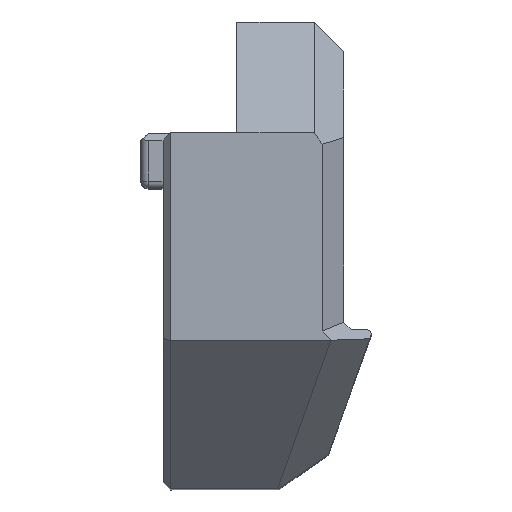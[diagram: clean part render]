
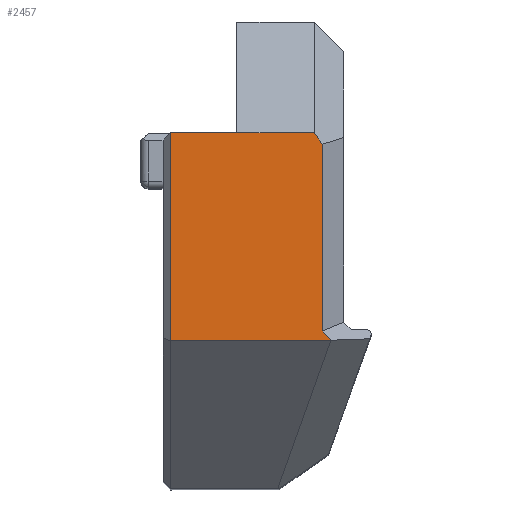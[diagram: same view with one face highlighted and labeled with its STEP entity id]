
A CAD part, top view. The second image highlights one B-rep face of the part: STEP entity #2457.
In plain terms, the highlighted planar face has unit normal (0, 0, 1).
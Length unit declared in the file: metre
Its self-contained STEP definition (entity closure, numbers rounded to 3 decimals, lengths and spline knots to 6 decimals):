
#411=ORIENTED_EDGE('',*,*,#1003,.F.);
#412=ORIENTED_EDGE('',*,*,#1002,.F.);
#413=ORIENTED_EDGE('',*,*,#920,.F.);
#414=ORIENTED_EDGE('',*,*,#899,.F.);
#415=ORIENTED_EDGE('',*,*,#937,.T.);
#416=ORIENTED_EDGE('',*,*,#1004,.T.);
#417=ORIENTED_EDGE('',*,*,#933,.T.);
#418=ORIENTED_EDGE('',*,*,#987,.F.);
#419=ORIENTED_EDGE('',*,*,#983,.F.);
#899=EDGE_CURVE('',#1223,#1222,#1462,.T.);
#920=EDGE_CURVE('',#1222,#1242,#1481,.T.);
#933=EDGE_CURVE('',#1253,#1247,#1494,.T.);
#937=EDGE_CURVE('',#1223,#1255,#1498,.T.);
#983=EDGE_CURVE('',#1283,#1285,#1530,.T.);
#987=EDGE_CURVE('',#1285,#1247,#1534,.T.);
#1002=EDGE_CURVE('',#1242,#1295,#1549,.T.);
#1003=EDGE_CURVE('',#1295,#1283,#1550,.T.);
#1004=EDGE_CURVE('',#1255,#1253,#1551,.T.);
#1222=VERTEX_POINT('',#3614);
#1223=VERTEX_POINT('',#3617);
#1242=VERTEX_POINT('',#3661);
#1247=VERTEX_POINT('',#3674);
#1253=VERTEX_POINT('',#3689);
#1255=VERTEX_POINT('',#3697);
#1283=VERTEX_POINT('',#3787);
#1285=VERTEX_POINT('',#3790);
#1295=VERTEX_POINT('',#3824);
#1462=LINE('',#3618,#1763);
#1481=LINE('',#3660,#1782);
#1494=LINE('',#3688,#1795);
#1498=LINE('',#3696,#1799);
#1530=LINE('',#3789,#1831);
#1534=LINE('',#3797,#1835);
#1549=LINE('',#3825,#1850);
#1550=LINE('',#3827,#1851);
#1551=LINE('',#3828,#1852);
#1763=VECTOR('',#2910,1.);
#1782=VECTOR('',#2939,1.);
#1795=VECTOR('',#2960,1.);
#1799=VECTOR('',#2968,1.);
#1831=VECTOR('',#3062,1.);
#1835=VECTOR('',#3068,1.);
#1850=VECTOR('',#3093,1.);
#1851=VECTOR('',#3096,1.);
#1852=VECTOR('',#3097,1.);
#2058=EDGE_LOOP('',(#411,#412,#413,#414,#415,#416,#417,#418,#419));
#2207=FACE_BOUND('',#2058,.T.);
#2336=PLANE('',#2638);
#2457=ADVANCED_FACE('',(#2207),#2336,.F.);
#2638=AXIS2_PLACEMENT_3D('',#3826,#3094,#3095);
#2910=DIRECTION('',(0.577,-0.816,0.));
#2939=DIRECTION('',(0.,-1.,0.));
#2960=DIRECTION('',(-1.,0.,0.));
#2968=DIRECTION('',(-1.,0.,0.));
#3062=DIRECTION('',(-1.,0.,0.));
#3068=DIRECTION('',(0.,1.,0.));
#3093=DIRECTION('',(0.707,-0.707,0.));
#3094=DIRECTION('',(0.,0.,-1.));
#3095=DIRECTION('',(1.,0.,0.));
#3096=DIRECTION('',(-0.743,-0.669,0.));
#3097=DIRECTION('',(0.,-1.,0.));
#3614=CARTESIAN_POINT('',(0.004339,0.003683,0.047999));
#3617=CARTESIAN_POINT('',(0.003893,0.004312,0.047999));
#3618=CARTESIAN_POINT('',(0.004917,0.002864,0.047999));
#3660=CARTESIAN_POINT('',(0.004339,-0.00468,0.047999));
#3661=CARTESIAN_POINT('',(0.004339,-0.006428,0.047999));
#3674=CARTESIAN_POINT('',(-0.003893,0.004311,0.047999));
#3688=CARTESIAN_POINT('',(-0.001458,0.004311,0.047999));
#3689=CARTESIAN_POINT('',(-0.000293,0.004311,0.047999));
#3696=CARTESIAN_POINT('',(0.001377,0.004312,0.047999));
#3697=CARTESIAN_POINT('',(-0.000293,0.004312,0.047999));
#3787=CARTESIAN_POINT('',(0.004793,-0.006969,0.047999));
#3789=CARTESIAN_POINT('',(-0.001458,-0.006969,0.047999));
#3790=CARTESIAN_POINT('',(-0.003893,-0.006969,0.047999));
#3797=CARTESIAN_POINT('',(-0.003893,0.0004,0.047999));
#3824=CARTESIAN_POINT('',(0.004839,-0.006928,0.047999));
#3825=CARTESIAN_POINT('',(0.003138,-0.005228,0.047999));
#3826=CARTESIAN_POINT('',(0.001377,-0.00351,0.047999));
#3827=CARTESIAN_POINT('',(0.003621,-0.008024,0.047999));
#3828=CARTESIAN_POINT('',(-0.000293,0.002401,0.047999));
